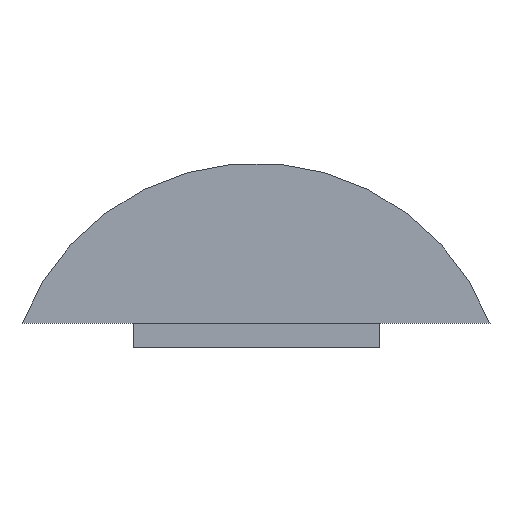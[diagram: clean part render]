
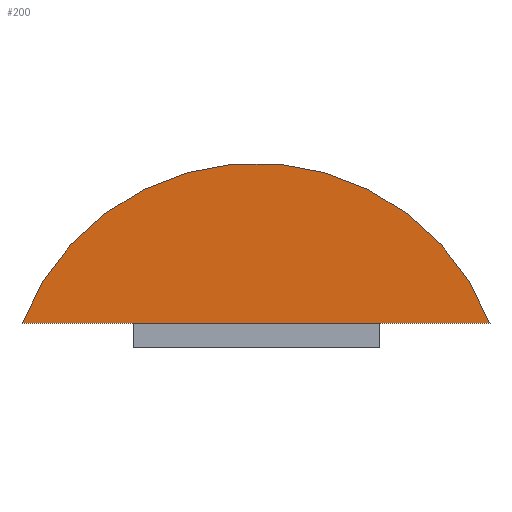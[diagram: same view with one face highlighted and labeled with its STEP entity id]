
A CAD part, front view. The second image highlights one B-rep face of the part: STEP entity #200.
In plain terms, the highlighted planar face has unit normal (0, -1, 0).
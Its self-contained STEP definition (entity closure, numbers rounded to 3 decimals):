
#31=PLANE('',#223);
#42=LINE('',#291,#58);
#58=VECTOR('',#246,1000.);
#79=ORIENTED_EDGE('',*,*,#109,.F.);
#80=ORIENTED_EDGE('',*,*,#112,.F.);
#109=EDGE_CURVE('',#127,#128,#138,.T.);
#112=EDGE_CURVE('',#128,#127,#42,.T.);
#127=VERTEX_POINT('',#285);
#128=VERTEX_POINT('',#287);
#138=CIRCLE('',#221,2.038);
#141=EDGE_LOOP('',(#79,#80));
#151=FACE_BOUND('',#141,.T.);
#200=ADVANCED_FACE('',(#151),#31,.F.);
#221=AXIS2_PLACEMENT_3D('',#286,#240,#241);
#223=AXIS2_PLACEMENT_3D('',#292,#247,#248);
#240=DIRECTION('',(0.,1.,0.));
#241=DIRECTION('',(1.,0.,0.));
#246=DIRECTION('',(-1.,0.,0.));
#247=DIRECTION('',(0.,1.,0.));
#248=DIRECTION('',(0.,0.,1.));
#285=CARTESIAN_POINT('',(-1.9,-500.,-0.65));
#286=CARTESIAN_POINT('',(0.,-500.,-1.388));
#287=CARTESIAN_POINT('',(1.9,-500.,-0.65));
#291=CARTESIAN_POINT('',(1.9,-500.,-0.65));
#292=CARTESIAN_POINT('',(0.,-500.,-1.388));
